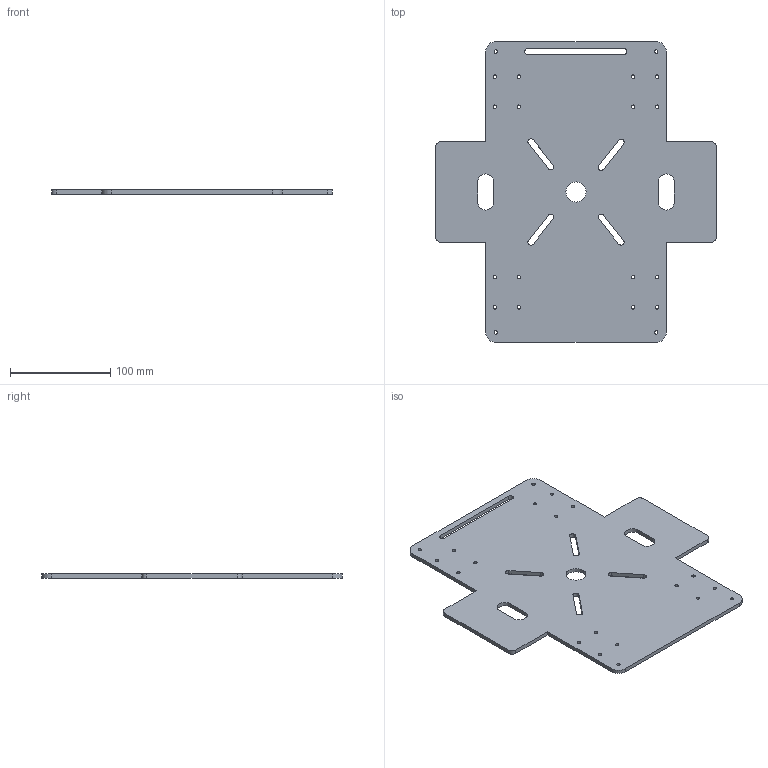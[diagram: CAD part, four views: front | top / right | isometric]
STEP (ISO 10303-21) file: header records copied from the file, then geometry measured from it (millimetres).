
FILE_DESCRIPTION (( 'STEP AP203' ), '1' );
FILE_NAME ('階啣赽.STEP', '2023-07-15T12:59:25', ( '' ), ( '' ), 'SwSTEP 2.0', 'SolidWorks 2021', '' );
FILE_SCHEMA (( 'CONFIG_CONTROL_DESIGN' ));
Length unit declared in the file: millimetre
Products named in the file (1): 階啣赽
Bounding box: 280 x 300 x 4 mm (x, y, z)
Volume: 243432.6 mm3; surface area: 130276 mm2
Topology: 1 solids, 1 shells, 97 faces, 285 edges, 190 vertices
Faces by surface type: cylinder 69, plane 28
Entity records: 3486 total; most frequent: DIRECTION 619, CARTESIAN_POINT 573, ORIENTED_EDGE 570, EDGE_CURVE 285, AXIS2_PLACEMENT_3D 236, VERTEX_POINT 190, EDGE_LOOP 153, LINE 147
